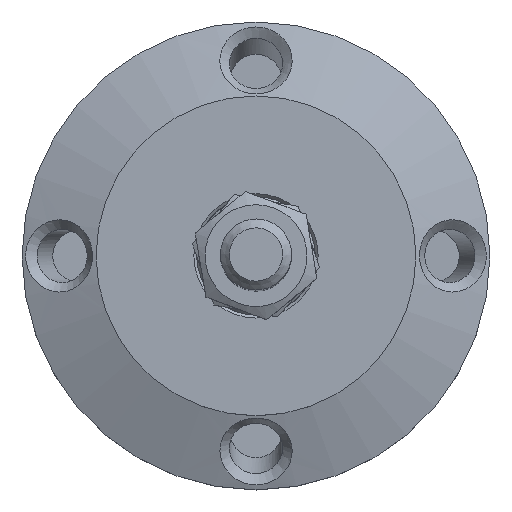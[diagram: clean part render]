
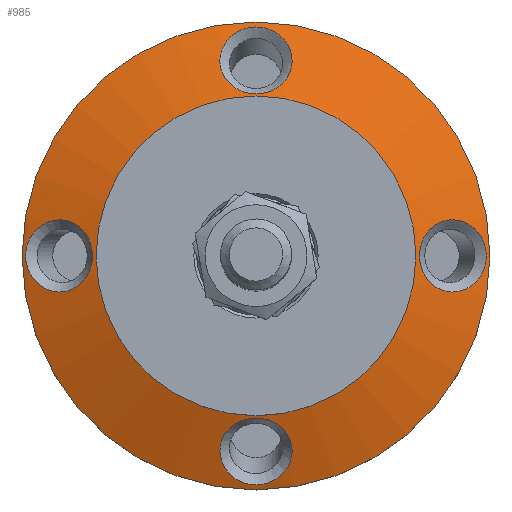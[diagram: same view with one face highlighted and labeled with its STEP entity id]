
A CAD part, top view. The second image highlights one B-rep face of the part: STEP entity #985.
In plain terms, the highlighted conical face has half-angle 70 degrees and reference radius 33.25 mm.
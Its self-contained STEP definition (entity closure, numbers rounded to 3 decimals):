
#137=CONICAL_SURFACE('',#1070,33.25,70.);
#162=B_SPLINE_CURVE_WITH_KNOTS('',3,(#1609,#1610,#1611,#1612,#1613,#1614,
#1615,#1616,#1617,#1618,#1619,#1620,#1621,#1622,#1623,#1624,#1625,#1626,
#1627,#1628,#1629),.UNSPECIFIED.,.T.,.F.,(4,1,1,1,1,1,1,1,1,1,1,1,1,1,1,
1,1,1,4),(-3.728,-3.595,-3.462,-3.328,
-3.195,-2.929,-2.663,-2.396,
-2.13,-1.598,-1.42,-1.065,
-0.799,-0.666,-0.533,-0.399,
-0.266,-0.133,0.),.UNSPECIFIED.);
#163=B_SPLINE_CURVE_WITH_KNOTS('',3,(#1635,#1636,#1637,#1638,#1639,#1640,
#1641,#1642,#1643,#1644,#1645,#1646,#1647,#1648,#1649,#1650,#1651,#1652,
#1653,#1654),.UNSPECIFIED.,.T.,.F.,(4,1,1,1,1,1,1,1,1,1,1,1,1,1,1,1,1,4),
(-3.754,-3.62,-3.486,-3.351,
-3.217,-2.949,-2.681,-2.413,
-1.966,-1.609,-1.072,-0.804,
-0.536,-0.402,-0.268,-0.134,
-0.067,0.),.UNSPECIFIED.);
#164=B_SPLINE_CURVE_WITH_KNOTS('',3,(#1656,#1657,#1658,#1659,#1660,#1661,
#1662,#1663,#1664,#1665,#1666,#1667,#1668,#1669,#1670,#1671,#1672,#1673,
#1674,#1675,#1676,#1677),.UNSPECIFIED.,.T.,.F.,(4,1,1,1,1,1,1,1,1,1,1,1,
1,1,1,1,1,1,1,4),(-3.728,-3.595,-3.462,
-3.328,-3.195,-3.062,-2.929,
-2.663,-2.308,-2.13,-1.598,
-1.331,-1.065,-0.799,-0.666,
-0.533,-0.399,-0.266,-0.133,
0.),.UNSPECIFIED.);
#165=B_SPLINE_CURVE_WITH_KNOTS('',3,(#1681,#1682,#1683,#1684,#1685,#1686,
#1687,#1688,#1689,#1690,#1691,#1692,#1693,#1694,#1695,#1696,#1697,#1698,
#1699,#1700),.UNSPECIFIED.,.T.,.F.,(4,1,1,1,1,1,1,1,1,1,1,1,1,1,1,1,1,4),
(-3.754,-3.62,-3.486,-3.351,
-3.217,-2.949,-2.681,-2.413,
-1.966,-1.609,-1.072,-0.804,
-0.536,-0.402,-0.268,-0.134,
-0.067,0.),.UNSPECIFIED.);
#214=FACE_BOUND('',#339,.T.);
#215=FACE_BOUND('',#340,.T.);
#216=FACE_BOUND('',#341,.T.);
#217=FACE_BOUND('',#342,.T.);
#218=FACE_BOUND('',#343,.T.);
#259=FACE_OUTER_BOUND('',#338,.T.);
#338=EDGE_LOOP('',(#729));
#339=EDGE_LOOP('',(#730));
#340=EDGE_LOOP('',(#731));
#341=EDGE_LOOP('',(#732));
#342=EDGE_LOOP('',(#733));
#343=EDGE_LOOP('',(#734));
#450=CIRCLE('',#1071,39.5);
#451=CIRCLE('',#1072,27.);
#502=VERTEX_POINT('',#1582);
#504=VERTEX_POINT('',#1632);
#505=VERTEX_POINT('',#1634);
#506=VERTEX_POINT('',#1655);
#507=VERTEX_POINT('',#1678);
#508=VERTEX_POINT('',#1680);
#600=EDGE_CURVE('',#502,#502,#162,.T.);
#601=EDGE_CURVE('',#504,#504,#450,.T.);
#602=EDGE_CURVE('',#505,#505,#163,.T.);
#603=EDGE_CURVE('',#506,#506,#164,.T.);
#604=EDGE_CURVE('',#507,#507,#451,.T.);
#605=EDGE_CURVE('',#508,#508,#165,.T.);
#729=ORIENTED_EDGE('',*,*,#601,.F.);
#730=ORIENTED_EDGE('',*,*,#602,.F.);
#731=ORIENTED_EDGE('',*,*,#603,.F.);
#732=ORIENTED_EDGE('',*,*,#604,.T.);
#733=ORIENTED_EDGE('',*,*,#605,.F.);
#734=ORIENTED_EDGE('',*,*,#600,.F.);
#985=ADVANCED_FACE('',(#259,#214,#215,#216,#217,#218),#137,.T.);
#1070=AXIS2_PLACEMENT_3D('',#1631,#1213,#1214);
#1071=AXIS2_PLACEMENT_3D('',#1633,#1215,#1216);
#1072=AXIS2_PLACEMENT_3D('',#1679,#1217,#1218);
#1213=DIRECTION('center_axis',(0.,0.,-1.));
#1214=DIRECTION('ref_axis',(0.,1.,0.));
#1215=DIRECTION('center_axis',(0.,0.,-1.));
#1216=DIRECTION('ref_axis',(0.,1.,0.));
#1217=DIRECTION('center_axis',(0.,0.,-1.));
#1218=DIRECTION('ref_axis',(0.,1.,0.));
#1582=CARTESIAN_POINT('',(-38.888,0.,10.173));
#1609=CARTESIAN_POINT('Ctrl Pts',(-38.886,0.,
10.174));
#1610=CARTESIAN_POINT('Ctrl Pts',(-38.886,-0.301,
10.174));
#1611=CARTESIAN_POINT('Ctrl Pts',(-38.86,-0.886,
10.182));
#1612=CARTESIAN_POINT('Ctrl Pts',(-38.564,-2.166,10.272));
#1613=CARTESIAN_POINT('Ctrl Pts',(-37.923,-3.492,10.469));
#1614=CARTESIAN_POINT('Ctrl Pts',(-36.561,-5.082,10.897));
#1615=CARTESIAN_POINT('Ctrl Pts',(-34.455,-6.148,11.59));
#1616=CARTESIAN_POINT('Ctrl Pts',(-31.885,-6.142,12.51));
#1617=CARTESIAN_POINT('Ctrl Pts',(-29.562,-4.937,13.419));
#1618=CARTESIAN_POINT('Ctrl Pts',(-27.447,-2.011,14.345));
#1619=CARTESIAN_POINT('Ctrl Pts',(-27.44,1.674,14.352));
#1620=CARTESIAN_POINT('Ctrl Pts',(-29.328,4.727,13.519));
#1621=CARTESIAN_POINT('Ctrl Pts',(-31.583,6.151,12.616));
#1622=CARTESIAN_POINT('Ctrl Pts',(-34.037,6.141,11.74));
#1623=CARTESIAN_POINT('Ctrl Pts',(-35.701,5.518,11.18));
#1624=CARTESIAN_POINT('Ctrl Pts',(-36.919,4.676,10.785));
#1625=CARTESIAN_POINT('Ctrl Pts',(-37.919,3.494,10.47));
#1626=CARTESIAN_POINT('Ctrl Pts',(-38.568,2.164,10.271));
#1627=CARTESIAN_POINT('Ctrl Pts',(-38.859,0.886,10.182));
#1628=CARTESIAN_POINT('Ctrl Pts',(-38.887,0.301,10.174));
#1629=CARTESIAN_POINT('Ctrl Pts',(-38.886,0.,
10.174));
#1631=CARTESIAN_POINT('Origin',(0.,0.,12.225));
#1632=CARTESIAN_POINT('',(0.,39.5,9.95));
#1633=CARTESIAN_POINT('Origin',(0.,0.,9.95));
#1634=CARTESIAN_POINT('',(-6.045,32.217,12.397));
#1635=CARTESIAN_POINT('Ctrl Pts',(-6.045,32.219,12.396));
#1636=CARTESIAN_POINT('Ctrl Pts',(-6.007,31.943,12.497));
#1637=CARTESIAN_POINT('Ctrl Pts',(-5.893,31.342,12.72));
#1638=CARTESIAN_POINT('Ctrl Pts',(-5.315,30.04,13.225));
#1639=CARTESIAN_POINT('Ctrl Pts',(-4.31,28.902,13.693));
#1640=CARTESIAN_POINT('Ctrl Pts',(-2.816,27.868,14.139));
#1641=CARTESIAN_POINT('Ctrl Pts',(-0.603,27.219,14.435));
#1642=CARTESIAN_POINT('Ctrl Pts',(2.189,27.54,14.288));
#1643=CARTESIAN_POINT('Ctrl Pts',(5.076,29.222,13.54));
#1644=CARTESIAN_POINT('Ctrl Pts',(6.558,32.516,12.251));
#1645=CARTESIAN_POINT('Ctrl Pts',(5.238,36.83,10.806));
#1646=CARTESIAN_POINT('Ctrl Pts',(1.536,38.956,10.168));
#1647=CARTESIAN_POINT('Ctrl Pts',(-2.186,38.473,10.312));
#1648=CARTESIAN_POINT('Ctrl Pts',(-4.121,37.285,10.678));
#1649=CARTESIAN_POINT('Ctrl Pts',(-5.275,35.89,11.125));
#1650=CARTESIAN_POINT('Ctrl Pts',(-5.928,34.514,11.582));
#1651=CARTESIAN_POINT('Ctrl Pts',(-6.103,33.345,11.989));
#1652=CARTESIAN_POINT('Ctrl Pts',(-6.091,32.629,12.246));
#1653=CARTESIAN_POINT('Ctrl Pts',(-6.064,32.357,12.345));
#1654=CARTESIAN_POINT('Ctrl Pts',(-6.045,32.219,12.396));
#1655=CARTESIAN_POINT('',(27.612,0.,14.277));
#1656=CARTESIAN_POINT('Ctrl Pts',(27.613,0.,
14.277));
#1657=CARTESIAN_POINT('Ctrl Pts',(27.613,-0.302,14.277));
#1658=CARTESIAN_POINT('Ctrl Pts',(27.64,-0.891,14.265));
#1659=CARTESIAN_POINT('Ctrl Pts',(27.915,-2.172,14.14));
#1660=CARTESIAN_POINT('Ctrl Pts',(28.53,-3.504,13.868));
#1661=CARTESIAN_POINT('Ctrl Pts',(29.49,-4.688,13.46));
#1662=CARTESIAN_POINT('Ctrl Pts',(30.678,-5.53,12.982));
#1663=CARTESIAN_POINT('Ctrl Pts',(32.317,-6.146,12.353));
#1664=CARTESIAN_POINT('Ctrl Pts',(34.771,-6.141,11.479));
#1665=CARTESIAN_POINT('Ctrl Pts',(37.089,-4.708,10.728));
#1666=CARTESIAN_POINT('Ctrl Pts',(39.067,-1.663,10.117));
#1667=CARTESIAN_POINT('Ctrl Pts',(39.061,1.998,10.118));
#1668=CARTESIAN_POINT('Ctrl Pts',(36.841,4.918,10.804));
#1669=CARTESIAN_POINT('Ctrl Pts',(34.479,6.138,11.583));
#1670=CARTESIAN_POINT('Ctrl Pts',(32.318,6.147,12.353));
#1671=CARTESIAN_POINT('Ctrl Pts',(30.678,5.53,12.982));
#1672=CARTESIAN_POINT('Ctrl Pts',(29.49,4.688,13.46));
#1673=CARTESIAN_POINT('Ctrl Pts',(28.53,3.504,13.868));
#1674=CARTESIAN_POINT('Ctrl Pts',(27.915,2.172,14.14));
#1675=CARTESIAN_POINT('Ctrl Pts',(27.64,0.891,14.265));
#1676=CARTESIAN_POINT('Ctrl Pts',(27.613,0.302,14.277));
#1677=CARTESIAN_POINT('Ctrl Pts',(27.613,0.,
14.277));
#1678=CARTESIAN_POINT('',(0.,27.,14.5));
#1679=CARTESIAN_POINT('Origin',(0.,0.,14.5));
#1680=CARTESIAN_POINT('',(-6.045,-32.217,12.397));
#1681=CARTESIAN_POINT('Ctrl Pts',(-6.044,-32.214,12.398));
#1682=CARTESIAN_POINT('Ctrl Pts',(-6.082,-32.49,12.296));
#1683=CARTESIAN_POINT('Ctrl Pts',(-6.135,-33.099,12.075));
#1684=CARTESIAN_POINT('Ctrl Pts',(-5.93,-34.52,11.58));
#1685=CARTESIAN_POINT('Ctrl Pts',(-5.274,-35.889,11.126));
#1686=CARTESIAN_POINT('Ctrl Pts',(-4.125,-37.284,10.678));
#1687=CARTESIAN_POINT('Ctrl Pts',(-2.179,-38.48,10.31));
#1688=CARTESIAN_POINT('Ctrl Pts',(0.595,-38.825,10.207));
#1689=CARTESIAN_POINT('Ctrl Pts',(3.856,-37.809,10.514));
#1690=CARTESIAN_POINT('Ctrl Pts',(6.218,-34.899,11.431));
#1691=CARTESIAN_POINT('Ctrl Pts',(6.147,-30.448,13.017));
#1692=CARTESIAN_POINT('Ctrl Pts',(3.14,-27.633,14.24));
#1693=CARTESIAN_POINT('Ctrl Pts',(-0.612,-27.224,
14.435));
#1694=CARTESIAN_POINT('Ctrl Pts',(-2.812,-27.868,14.138));
#1695=CARTESIAN_POINT('Ctrl Pts',(-4.31,-28.9,13.694));
#1696=CARTESIAN_POINT('Ctrl Pts',(-5.314,-30.046,13.222));
#1697=CARTESIAN_POINT('Ctrl Pts',(-5.796,-31.116,12.807));
#1698=CARTESIAN_POINT('Ctrl Pts',(-5.978,-31.806,12.548));
#1699=CARTESIAN_POINT('Ctrl Pts',(-6.025,-32.076,12.448));
#1700=CARTESIAN_POINT('Ctrl Pts',(-6.044,-32.214,12.398));
